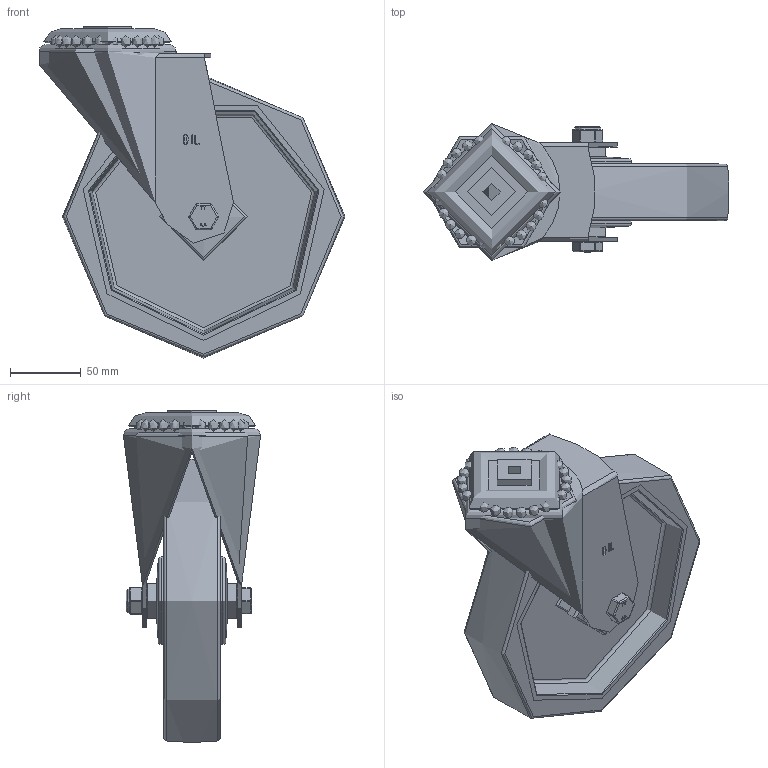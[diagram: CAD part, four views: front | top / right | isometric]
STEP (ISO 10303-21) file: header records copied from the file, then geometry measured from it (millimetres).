
FILE_DESCRIPTION(/* description */ (''),/* implementation_level */ '2;1');
FILE_NAME(/* name */ 'BZMM200STPRBJBH12.step',/* time_stamp */ '2024-10-02T11:04:07+01:00',/* author */ (''),/* organization */ (''),/* preprocessor_version */ 'ST-DEVELOPER v20',/* originating_system */ 'Autodesk Translation Framework v13.20.0.188',/* authorisation */ '');
FILE_SCHEMA (('AUTOMOTIVE_DESIGN { 1 0 10303 214 3 1 1 }'));
Length unit declared in the file: millimetre
Products named in the file (28): BZMM200STPRBJBH12; BZMM200ASBH12 - 64 v1; ZINC PLATED, PRESSED STEEL HEAD (1); ZINC PLATED, PRESSED STEEL HEAD Geometry (1); BALL BEARINGS (1); BALL BEARINGS2 (1); Component2 (1); Component1 (1); ZINC PLATED, PRESSED STEEL FORKS (1); BZH200WSTPRBJM12 v1; 65 SHORE A THERMOPLASTIC RUBBER TYRE; POLYPROPYLENE RIM; BEARING6204; INNER; OUTER; BALL BEARINGS (2); Component3; MIDDLE; RUBBER; CAP; CAP Geometry; CAP2; NYLOCM12Z v1; NYLOC NUT; NUT; RUBBER (1); HEXBOLTM12X80Z8.8 v2; GRADE 8.8 ZINC PLATED BOLT
Assembly tree (77 placements, depth 6):
  BZMM200STPRBJBH12
    BZMM200ASBH12 - 64 v1
      ZINC PLATED, PRESSED STEEL HEAD (1)
        ZINC PLATED, PRESSED STEEL HEAD Geometry (1)
        BALL BEARINGS (1)
          Component1 (1)  x25
          BALL BEARINGS2 (1)
            Component2 (1)  x20
      ZINC PLATED, PRESSED STEEL FORKS (1)
    BZH200WSTPRBJM12 v1
      65 SHORE A THERMOPLASTIC RUBBER TYRE
      POLYPROPYLENE RIM
      BEARING6204
        INNER
        OUTER
        BALL BEARINGS (2)
          Component3  x8
        MIDDLE
        RUBBER
      CAP
        CAP Geometry
        CAP2
    NYLOCM12Z v1
      NYLOC NUT
        NUT
        RUBBER (1)
    HEXBOLTM12X80Z8.8 v2
      GRADE 8.8 ZINC PLATED BOLT
Bounding box: 216.5 x 97 x 234.91 mm (x, y, z)
Volume: 769694.4 mm3; surface area: 294567.7 mm2
Topology: 67 solids, 67 shells, 757 faces, 1862 edges, 1215 vertices
Faces by surface type: plane 266, bspline 197, cylinder 161, sphere 87, torus 31, cone 15
Full cylindrical faces by diameter (mm): 9.836 x18, 11.834 x18, 12 x3, 12.2 x1, 12.3 x2, 12.6 x2, 14 x2, 18 x1, 18.5 x1, 19.9 x2, 20 x1, 24 x1, 25 x2, 26.25 x2, 27 x1, 28.5 x4, 30.8 x2, 31.3 x2, 34 x1, 39 x1, 40.3 x2, 40.5 x2, 40.8 x2, 42 x5, 43 x2, 46 x2, 47 x2, 48 x2, 51 x1, 52.5 x2
Entity records: 29169 total; most frequent: CARTESIAN_POINT 12700, ORIENTED_EDGE 3376, DIRECTION 2842, EDGE_CURVE 1688, VERTEX_POINT 1113, AXIS2_PLACEMENT_3D 1056, EDGE_LOOP 853, LINE 730
